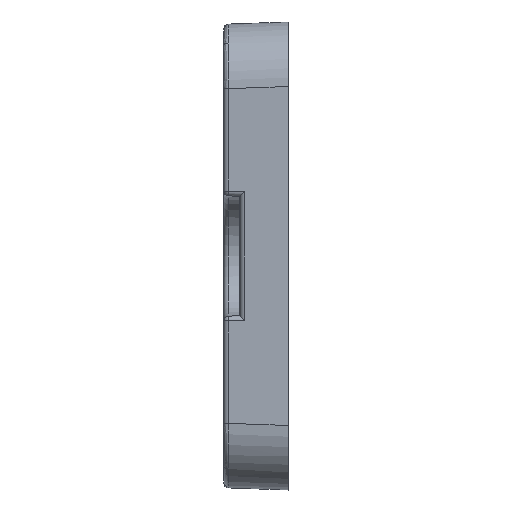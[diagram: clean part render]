
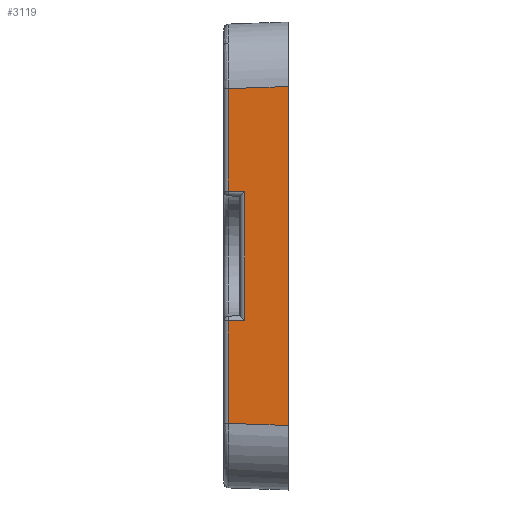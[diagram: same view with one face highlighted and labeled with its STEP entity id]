
A CAD part, left-side view. The second image highlights one B-rep face of the part: STEP entity #3119.
In plain terms, the highlighted planar face has unit normal (-0.999, 0.035, 0).
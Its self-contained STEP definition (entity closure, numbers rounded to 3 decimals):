
#83 = CARTESIAN_POINT ( 'NONE',  ( -22.37, 3.71, 10.373 ) ) ;
#109 = VERTEX_POINT ( 'NONE', #660 ) ;
#182 = ORIENTED_EDGE ( 'NONE', *, *, #664, .T. ) ;
#360 = CARTESIAN_POINT ( 'NONE',  ( -22.37, 3.71, 14.5 ) ) ;
#411 = ORIENTED_EDGE ( 'NONE', *, *, #3402, .T. ) ;
#432 = ORIENTED_EDGE ( 'NONE', *, *, #2674, .T. ) ;
#546 = CARTESIAN_POINT ( 'NONE',  ( -22.37, 3.71, 14.5 ) ) ;
#660 = CARTESIAN_POINT ( 'NONE',  ( -22.37, 3.71, -10.373 ) ) ;
#664 = EDGE_CURVE ( 'NONE', #2841, #2590, #3350, .T. ) ;
#668 = CARTESIAN_POINT ( 'NONE',  ( -22.487, 0.369, 3.908 ) ) ;
#712 = CARTESIAN_POINT ( 'NONE',  ( -22.5, 0., 14.5 ) ) ;
#762 = CARTESIAN_POINT ( 'NONE',  ( -22.5, 0., 10.502 ) ) ;
#811 = CARTESIAN_POINT ( 'NONE',  ( -22.405, 2.71, 3.99 ) ) ;
#879 = EDGE_LOOP ( 'NONE', ( #432, #3320, #411, #1060, #4604, #182, #3789, #3881 ) ) ;
#887 = DIRECTION ( 'NONE',  ( 0., 0., -1. ) ) ;
#901 = CARTESIAN_POINT ( 'NONE',  ( -22.37, 3.71, 4.025 ) ) ;
#1025 = EDGE_CURVE ( 'NONE', #2010, #109, #3964, .T. ) ;
#1060 = ORIENTED_EDGE ( 'NONE', *, *, #1716, .T. ) ;
#1125 = VECTOR ( 'NONE', #887, 1000. ) ;
#1193 = VECTOR ( 'NONE', #3228, 1000. ) ;
#1286 = CARTESIAN_POINT ( 'NONE',  ( -22.505, -0.139, 10.507 ) ) ;
#1322 = CARTESIAN_POINT ( 'NONE',  ( -22.405, 2.71, -3.99 ) ) ;
#1650 = CARTESIAN_POINT ( 'NONE',  ( -22.522, -0.641, -3.873 ) ) ;
#1665 = VERTEX_POINT ( 'NONE', #762 ) ;
#1716 = EDGE_CURVE ( 'NONE', #2946, #1665, #2449, .T. ) ;
#2010 = VERTEX_POINT ( 'NONE', #2792 ) ;
#2081 = CARTESIAN_POINT ( 'NONE',  ( -22.5, 0., 14.5 ) ) ;
#2147 = CARTESIAN_POINT ( 'NONE',  ( -22.47, 0.871, -10.472 ) ) ;
#2210 = EDGE_CURVE ( 'NONE', #1665, #2841, #3792, .T. ) ;
#2346 = EDGE_CURVE ( 'NONE', #2590, #3624, #3527, .T. ) ;
#2393 = CARTESIAN_POINT ( 'NONE',  ( -22.405, 2.71, -3.7 ) ) ;
#2405 = VECTOR ( 'NONE', #3156, 1000. ) ;
#2449 = LINE ( 'NONE', #712, #4248 ) ;
#2590 = VERTEX_POINT ( 'NONE', #901 ) ;
#2663 = LINE ( 'NONE', #1650, #4121 ) ;
#2674 = EDGE_CURVE ( 'NONE', #4459, #2010, #2663, .T. ) ;
#2691 = LINE ( 'NONE', #2393, #2986 ) ;
#2706 = VECTOR ( 'NONE', #4141, 1000. ) ;
#2711 = DIRECTION ( 'NONE',  ( 0.035, 0.999, -0.035 ) ) ;
#2792 = CARTESIAN_POINT ( 'NONE',  ( -22.37, 3.71, -4.025 ) ) ;
#2805 = DIRECTION ( 'NONE',  ( -0.035, -0.999, 0. ) ) ;
#2839 = DIRECTION ( 'NONE',  ( 0., 0., -1. ) ) ;
#2841 = VERTEX_POINT ( 'NONE', #83 ) ;
#2858 = DIRECTION ( 'NONE',  ( -0.999, 0.035, 0. ) ) ;
#2872 = DIRECTION ( 'NONE',  ( 0., 0., 1. ) ) ;
#2946 = VERTEX_POINT ( 'NONE', #4144 ) ;
#2986 = VECTOR ( 'NONE', #3371, 1000. ) ;
#3110 = VECTOR ( 'NONE', #2839, 1000. ) ;
#3119 = ADVANCED_FACE ( 'NONE', ( #3162 ), #4588, .T. ) ;
#3156 = DIRECTION ( 'NONE',  ( -0.035, -0.999, -0.035 ) ) ;
#3162 = FACE_OUTER_BOUND ( 'NONE', #879, .T. ) ;
#3206 = AXIS2_PLACEMENT_3D ( 'NONE', #2081, #2858, #2805 ) ;
#3228 = DIRECTION ( 'NONE',  ( -0.035, -0.999, -0.035 ) ) ;
#3320 = ORIENTED_EDGE ( 'NONE', *, *, #1025, .T. ) ;
#3321 = EDGE_CURVE ( 'NONE', #3624, #4459, #2691, .T. ) ;
#3350 = LINE ( 'NONE', #546, #1125 ) ;
#3371 = DIRECTION ( 'NONE',  ( 0., 0., -1. ) ) ;
#3402 = EDGE_CURVE ( 'NONE', #109, #2946, #4207, .T. ) ;
#3527 = LINE ( 'NONE', #668, #2405 ) ;
#3624 = VERTEX_POINT ( 'NONE', #811 ) ;
#3789 = ORIENTED_EDGE ( 'NONE', *, *, #2346, .T. ) ;
#3792 = LINE ( 'NONE', #1286, #2706 ) ;
#3881 = ORIENTED_EDGE ( 'NONE', *, *, #3321, .T. ) ;
#3964 = LINE ( 'NONE', #360, #3110 ) ;
#4121 = VECTOR ( 'NONE', #2711, 1000. ) ;
#4141 = DIRECTION ( 'NONE',  ( 0.035, 0.999, -0.035 ) ) ;
#4144 = CARTESIAN_POINT ( 'NONE',  ( -22.5, 0., -10.502 ) ) ;
#4207 = LINE ( 'NONE', #2147, #1193 ) ;
#4248 = VECTOR ( 'NONE', #2872, 1000. ) ;
#4459 = VERTEX_POINT ( 'NONE', #1322 ) ;
#4588 = PLANE ( 'NONE',  #3206 ) ;
#4604 = ORIENTED_EDGE ( 'NONE', *, *, #2210, .T. ) ;
